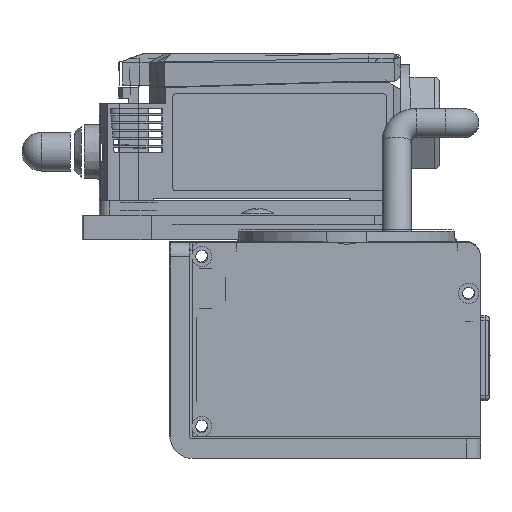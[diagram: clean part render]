
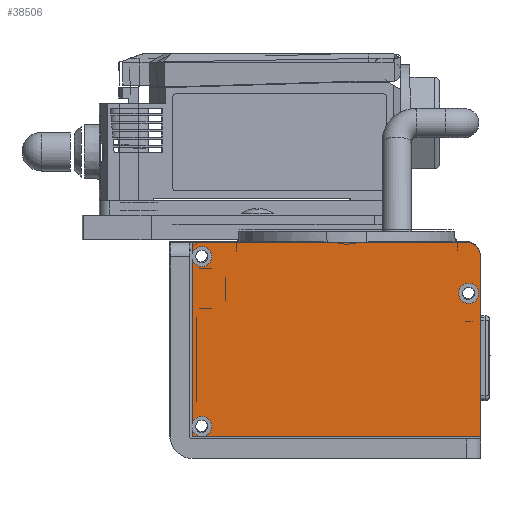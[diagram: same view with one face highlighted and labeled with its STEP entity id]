
A CAD part, front view. The second image highlights one B-rep face of the part: STEP entity #38506.
In plain terms, the highlighted planar face has unit normal (0, -1, 0).
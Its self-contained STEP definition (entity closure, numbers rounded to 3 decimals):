
#1115=FACE_BOUND('',#5285,.T.);
#2286=PLANE('',#40555);
#3688=FACE_OUTER_BOUND('',#5284,.T.);
#5284=EDGE_LOOP('',(#34032,#34033,#34034,#34035,#34036,#34037,#34038,#34039,
#34040));
#5285=EDGE_LOOP('',(#34041));
#6291=CIRCLE('',#40556,2.075);
#6292=CIRCLE('',#40557,2.075);
#6293=CIRCLE('',#40558,3.);
#6294=CIRCLE('',#40559,2.075);
#9733=LINE('',#60012,#14588);
#9734=LINE('',#60016,#14589);
#9735=LINE('',#60018,#14590);
#9736=LINE('',#60020,#14591);
#9737=LINE('',#60024,#14592);
#9738=LINE('',#60025,#14593);
#14588=VECTOR('',#47598,33.894);
#14589=VECTOR('',#47601,1.547);
#14590=VECTOR('',#47602,59.5);
#14591=VECTOR('',#47603,37.);
#14592=VECTOR('',#47606,56.5);
#14593=VECTOR('',#47607,2.347);
#18827=VERTEX_POINT('',#60008);
#18828=VERTEX_POINT('',#60009);
#18829=VERTEX_POINT('',#60011);
#18830=VERTEX_POINT('',#60013);
#18831=VERTEX_POINT('',#60015);
#18832=VERTEX_POINT('',#60017);
#18833=VERTEX_POINT('',#60019);
#18834=VERTEX_POINT('',#60021);
#18835=VERTEX_POINT('',#60023);
#18836=VERTEX_POINT('',#60026);
#24739=EDGE_CURVE('',#18827,#18828,#6291,.T.);
#24740=EDGE_CURVE('',#18827,#18829,#9733,.T.);
#24741=EDGE_CURVE('',#18830,#18829,#6292,.T.);
#24742=EDGE_CURVE('',#18830,#18831,#9734,.T.);
#24743=EDGE_CURVE('',#18831,#18832,#9735,.T.);
#24744=EDGE_CURVE('',#18832,#18833,#9736,.T.);
#24745=EDGE_CURVE('',#18834,#18833,#6293,.T.);
#24746=EDGE_CURVE('',#18834,#18835,#9737,.T.);
#24747=EDGE_CURVE('',#18835,#18828,#9738,.T.);
#24748=EDGE_CURVE('',#18836,#18836,#6294,.T.);
#34032=ORIENTED_EDGE('',*,*,#24739,.F.);
#34033=ORIENTED_EDGE('',*,*,#24740,.T.);
#34034=ORIENTED_EDGE('',*,*,#24741,.F.);
#34035=ORIENTED_EDGE('',*,*,#24742,.T.);
#34036=ORIENTED_EDGE('',*,*,#24743,.T.);
#34037=ORIENTED_EDGE('',*,*,#24744,.T.);
#34038=ORIENTED_EDGE('',*,*,#24745,.F.);
#34039=ORIENTED_EDGE('',*,*,#24746,.T.);
#34040=ORIENTED_EDGE('',*,*,#24747,.T.);
#34041=ORIENTED_EDGE('',*,*,#24748,.F.);
#38506=ADVANCED_FACE('',(#3688,#1115),#2286,.F.);
#40555=AXIS2_PLACEMENT_3D('',#60007,#47594,#47595);
#40556=AXIS2_PLACEMENT_3D('',#60010,#47596,#47597);
#40557=AXIS2_PLACEMENT_3D('',#60014,#47599,#47600);
#40558=AXIS2_PLACEMENT_3D('',#60022,#47604,#47605);
#40559=AXIS2_PLACEMENT_3D('',#60027,#47608,#47609);
#47594=DIRECTION('center_axis',(0.,1.,0.));
#47595=DIRECTION('ref_axis',(-1.,0.,0.));
#47596=DIRECTION('center_axis',(0.,-1.,0.));
#47597=DIRECTION('ref_axis',(-1.,0.,0.));
#47598=DIRECTION('',(0.,0.,-1.));
#47599=DIRECTION('center_axis',(0.,-1.,0.));
#47600=DIRECTION('ref_axis',(-1.,0.,0.));
#47601=DIRECTION('',(0.,0.,-1.));
#47602=DIRECTION('',(1.,0.,0.));
#47603=DIRECTION('',(0.,0.,1.));
#47604=DIRECTION('center_axis',(0.,1.,0.));
#47605=DIRECTION('ref_axis',(0.707,0.,0.707));
#47606=DIRECTION('',(-1.,0.,0.));
#47607=DIRECTION('',(0.,0.,-1.));
#47608=DIRECTION('center_axis',(0.,-1.,0.));
#47609=DIRECTION('ref_axis',(-1.,0.,0.));
#60007=CARTESIAN_POINT('Origin',(0.25,-51.5,-12.902));
#60008=CARTESIAN_POINT('',(-29.5,-51.5,4.645));
#60009=CARTESIAN_POINT('',(-29.5,-51.5,5.751));
#60010=CARTESIAN_POINT('Origin',(-27.5,-51.5,5.198));
#60011=CARTESIAN_POINT('',(-29.5,-51.5,-29.249));
#60012=CARTESIAN_POINT('',(-29.5,-51.5,8.098));
#60013=CARTESIAN_POINT('',(-29.5,-51.5,-30.355));
#60014=CARTESIAN_POINT('Origin',(-27.5,-51.5,-29.802));
#60015=CARTESIAN_POINT('',(-29.5,-51.5,-31.902));
#60016=CARTESIAN_POINT('',(-29.5,-51.5,8.098));
#60017=CARTESIAN_POINT('',(30.,-51.5,-31.902));
#60018=CARTESIAN_POINT('',(-14.625,-51.5,-31.902));
#60019=CARTESIAN_POINT('',(30.,-51.5,5.098));
#60020=CARTESIAN_POINT('',(30.,-51.5,-33.902));
#60021=CARTESIAN_POINT('',(27.,-51.5,8.098));
#60022=CARTESIAN_POINT('Origin',(27.,-51.5,5.098));
#60023=CARTESIAN_POINT('',(-29.5,-51.5,8.098));
#60024=CARTESIAN_POINT('',(30.,-51.5,8.098));
#60025=CARTESIAN_POINT('',(-29.5,-51.5,8.098));
#60026=CARTESIAN_POINT('',(29.575,-51.5,-2.402));
#60027=CARTESIAN_POINT('Origin',(27.5,-51.5,-2.402));
